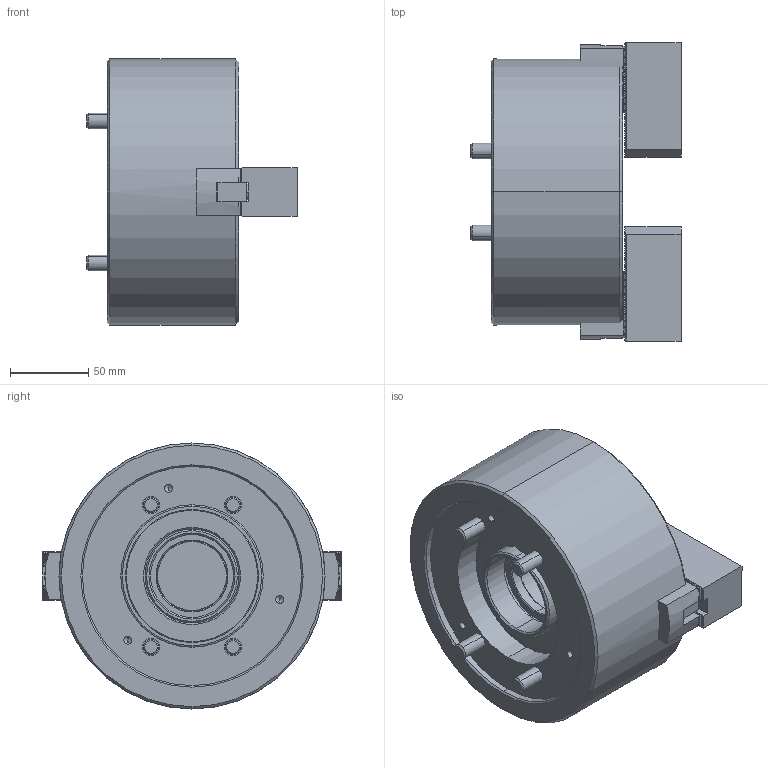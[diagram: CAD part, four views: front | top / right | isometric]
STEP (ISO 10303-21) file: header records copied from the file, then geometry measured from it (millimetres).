
FILE_DESCRIPTION (( 'STEP AP203' ), '1' );
FILE_NAME ('CF-2L-206.STEP', '2021-08-20T03:03:47', ( '' ), ( '' ), 'SwSTEP 2.0', 'SolidWorks 2016', '' );
FILE_SCHEMA (( 'CONFIG_CONTROL_DESIGN' ));
Length unit declared in the file: millimetre
Products named in the file (12): SJ-06; 圓頭內六角螺栓_M10x25; CF-2L-206-01000; 圓頭內六角螺栓_M10x85; CF-3L-206-02000; 半圓頭六角孔螺栓_M5x10; CF-3L-206-03010; CF-2L-206; CF-3L-206-04000; CF-2L-206-05000; CF-3H-06-08000; CF-3H-206-04000(T型塊)
Assembly tree (23 placements, depth 2):
  CF-2L-206
    CF-2L-206-01000
    CF-3L-206-02000
    CF-3L-206-03010  x2
    CF-3L-206-04000
    CF-2L-206-05000
    CF-3H-06-08000
    CF-3H-206-04000(T型塊)  x2
    SJ-06  x2
    圓頭內六角螺栓_M10x25  x4
    圓頭內六角螺栓_M10x85  x4
    半圓頭六角孔螺栓_M5x10  x4
Bounding box: 134.3 x 190.5 x 170 mm (x, y, z)
Volume: 1792449.3 mm3; surface area: 266875.3 mm2
Topology: 23 solids, 23 shells, 1848 faces, 5139 edges, 3347 vertices
Faces by surface type: plane 1236, cylinder 478, cone 120, torus 14
Entity records: 31334 total; most frequent: CARTESIAN_POINT 6296, ORIENTED_EDGE 5192, DIRECTION 4529, EDGE_CURVE 2596, VECTOR 1923, LINE 1923, VERTEX_POINT 1706, AXIS2_PLACEMENT_3D 1303
